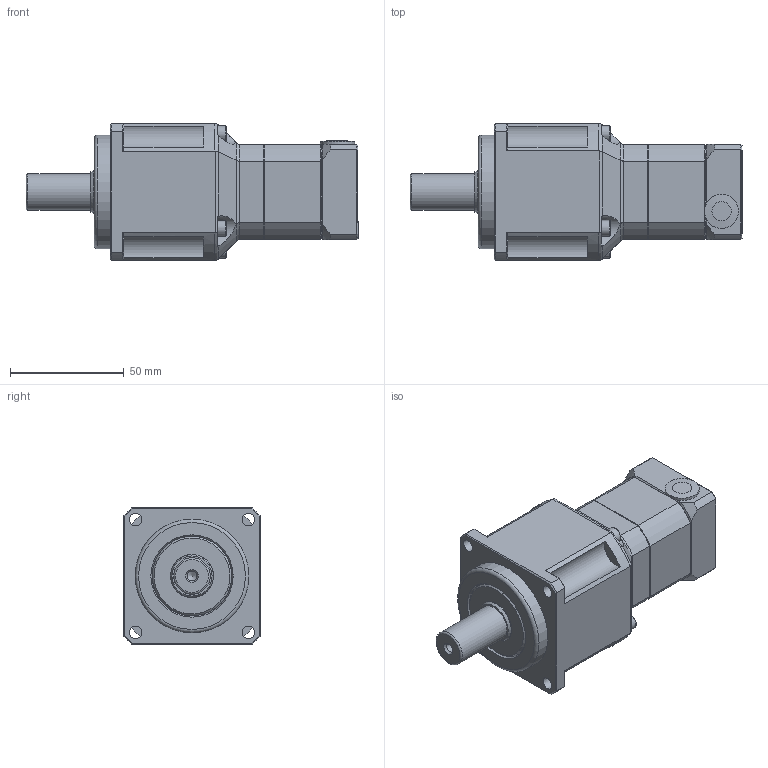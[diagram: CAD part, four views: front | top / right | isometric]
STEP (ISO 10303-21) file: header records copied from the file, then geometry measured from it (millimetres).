
FILE_DESCRIPTION(/* description */ (''),/* implementation_level */ '2;1');
FILE_NAME(/* name */ 'NP06000A2-042A-S1.stp',/* time_stamp */ '2018-08-10T09:50:51+09:00',/* author */ ('Y.J.JI'),/* organization */ (''),/* preprocessor_version */ 'ST-DEVELOPER v15.6',/* originating_system */ 'Autodesk Inventor 2015',/* authorisation */ '');
FILE_SCHEMA (('AUTOMOTIVE_DESIGN { 1 0 10303 214 3 1 1 }'));
Length unit declared in the file: millimetre
Products named in the file (1): NP06000A2-042A-S1
Bounding box: 146 x 60 x 60 mm (x, y, z)
Volume: 241144.7 mm3; surface area: 49491.4 mm2
Topology: 1 solids, 18 shells, 440 faces, 1077 edges, 681 vertices
Faces by surface type: plane 208, cylinder 119, cone 77, torus 20, bspline 12, sphere 4
Full cylindrical faces by diameter (mm): 2.459 x9, 3 x5, 3.242 x8, 3.4 x9, 4 x4, 4.134 x1, 4.2 x4, 5.5 x9, 6 x8, 7 x5, 8 x1, 8.5 x1, 11 x1, 13 x1, 15 x1, 16 x1, 19 x1, 27 x1, 28 x1, 30 x1, 35 x1, 37 x1, 50 x1, 52 x1, 54 x1
Entity records: 12314 total; most frequent: CARTESIAN_POINT 2881, DIRECTION 1859, ORIENTED_EDGE 1740, EDGE_CURVE 870, AXIS2_PLACEMENT_3D 770, EDGE_LOOP 623, VERTEX_POINT 612, FACE_OUTER_BOUND 440
